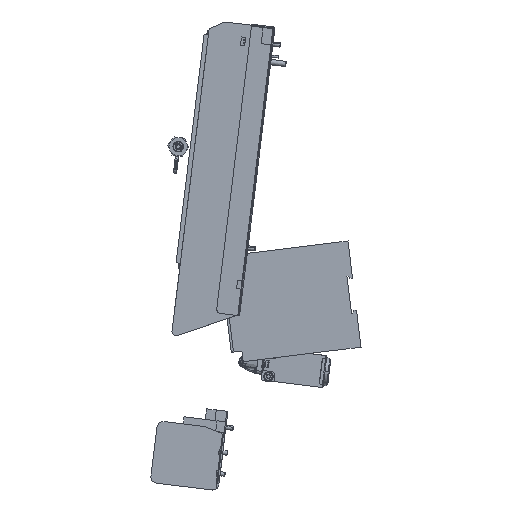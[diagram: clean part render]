
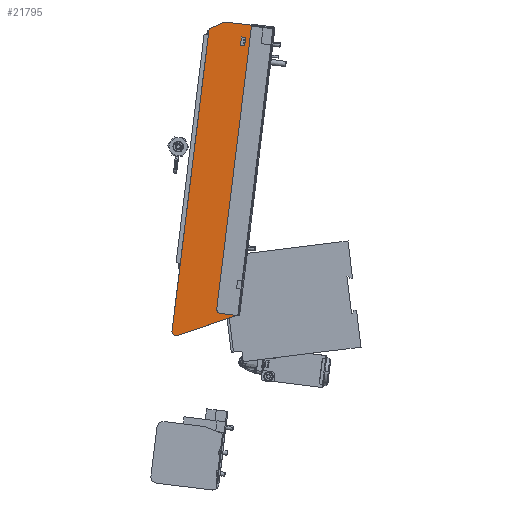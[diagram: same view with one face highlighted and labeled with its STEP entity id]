
A CAD part, left-side view. The second image highlights one B-rep face of the part: STEP entity #21795.
In plain terms, the highlighted planar face has unit normal (-1, 0, 0).
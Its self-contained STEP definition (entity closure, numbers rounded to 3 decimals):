
#670 = CARTESIAN_POINT ( 'NONE',  ( -227.6, 0., -218. ) ) ;
#789 = CARTESIAN_POINT ( 'NONE',  ( -227.6, 0., -226. ) ) ;
#1477 = ORIENTED_EDGE ( 'NONE', *, *, #1766, .T. ) ;
#1517 = ORIENTED_EDGE ( 'NONE', *, *, #21241, .F. ) ;
#1766 = EDGE_CURVE ( 'NONE', #2745, #21846, #18065, .T. ) ;
#2061 = DIRECTION ( 'NONE',  ( 0., -0.899, 0.438 ) ) ;
#2093 = VECTOR ( 'NONE', #19960, 1000. ) ;
#2208 = LINE ( 'NONE', #10945, #8248 ) ;
#2470 = AXIS2_PLACEMENT_3D ( 'NONE', #26781, #20773, #3274 ) ;
#2745 = VERTEX_POINT ( 'NONE', #20014 ) ;
#3274 = DIRECTION ( 'NONE',  ( 0., 0., -1. ) ) ;
#3772 = VECTOR ( 'NONE', #31797, 1000. ) ;
#3974 = EDGE_CURVE ( 'NONE', #36359, #10174, #10976, .T. ) ;
#4349 = FACE_BOUND ( 'NONE', #23747, .T. ) ;
#4378 = EDGE_CURVE ( 'NONE', #18046, #12858, #34360, .T. ) ;
#4782 = VECTOR ( 'NONE', #8419, 1000. ) ;
#4820 = DIRECTION ( 'NONE',  ( 0., -1., 0. ) ) ;
#4990 = EDGE_CURVE ( 'NONE', #17076, #24800, #31144, .T. ) ;
#5537 = VERTEX_POINT ( 'NONE', #24104 ) ;
#5924 = DIRECTION ( 'NONE',  ( 0., 0., 1. ) ) ;
#6020 = EDGE_CURVE ( 'NONE', #24800, #6033, #7897, .T. ) ;
#6033 = VERTEX_POINT ( 'NONE', #23591 ) ;
#6349 = VECTOR ( 'NONE', #11156, 1000. ) ;
#6953 = VECTOR ( 'NONE', #34547, 1000. ) ;
#7055 = FACE_OUTER_BOUND ( 'NONE', #34997, .T. ) ;
#7583 = CARTESIAN_POINT ( 'NONE',  ( -227.6, 0., -350. ) ) ;
#7897 = LINE ( 'NONE', #32674, #2093 ) ;
#8248 = VECTOR ( 'NONE', #23192, 1000. ) ;
#8419 = DIRECTION ( 'NONE',  ( 0., 0., 1. ) ) ;
#9245 = ORIENTED_EDGE ( 'NONE', *, *, #10357, .F. ) ;
#10174 = VERTEX_POINT ( 'NONE', #13006 ) ;
#10260 = LINE ( 'NONE', #33743, #12830 ) ;
#10357 = EDGE_CURVE ( 'NONE', #6033, #5537, #26178, .T. ) ;
#10945 = CARTESIAN_POINT ( 'NONE',  ( -227.6, 60., 20. ) ) ;
#10976 = LINE ( 'NONE', #16847, #29247 ) ;
#11156 = DIRECTION ( 'NONE',  ( 0., 1., 0. ) ) ;
#11223 = ORIENTED_EDGE ( 'NONE', *, *, #22718, .T. ) ;
#11346 = LINE ( 'NONE', #35381, #32436 ) ;
#11650 = CARTESIAN_POINT ( 'NONE',  ( -227.6, 60., 12. ) ) ;
#11799 = CIRCLE ( 'NONE', #2470, 4. ) ;
#12153 = CARTESIAN_POINT ( 'NONE',  ( -227.6, 5., -218. ) ) ;
#12167 = ORIENTED_EDGE ( 'NONE', *, *, #23368, .F. ) ;
#12532 = CARTESIAN_POINT ( 'NONE',  ( -227.6, 0., -350. ) ) ;
#12830 = VECTOR ( 'NONE', #13193, 1000. ) ;
#12858 = VERTEX_POINT ( 'NONE', #30887 ) ;
#13006 = CARTESIAN_POINT ( 'NONE',  ( -227.6, 0., -250. ) ) ;
#13193 = DIRECTION ( 'NONE',  ( 0., 0., 1. ) ) ;
#13211 = DIRECTION ( 'NONE',  ( 0., 1., 0. ) ) ;
#13620 = CARTESIAN_POINT ( 'NONE',  ( -227.6, 60., -350. ) ) ;
#13628 = EDGE_CURVE ( 'NONE', #25874, #30905, #23207, .T. ) ;
#13638 = VECTOR ( 'NONE', #22943, 1000. ) ;
#13761 = ORIENTED_EDGE ( 'NONE', *, *, #21667, .T. ) ;
#13961 = CARTESIAN_POINT ( 'NONE',  ( -227.6, 25., 0. ) ) ;
#14731 = ORIENTED_EDGE ( 'NONE', *, *, #30046, .F. ) ;
#15840 = ORIENTED_EDGE ( 'NONE', *, *, #6020, .F. ) ;
#16847 = CARTESIAN_POINT ( 'NONE',  ( -227.6, 60., -279.264 ) ) ;
#17026 = CARTESIAN_POINT ( 'NONE',  ( -227.6, 25., 8. ) ) ;
#17076 = VERTEX_POINT ( 'NONE', #23490 ) ;
#17419 = EDGE_CURVE ( 'NONE', #5537, #17076, #10260, .T. ) ;
#17497 = DIRECTION ( 'NONE',  ( 0., 0.866, -0.5 ) ) ;
#17829 = ORIENTED_EDGE ( 'NONE', *, *, #13628, .T. ) ;
#18046 = VERTEX_POINT ( 'NONE', #36165 ) ;
#18065 = LINE ( 'NONE', #11650, #31696 ) ;
#18350 = CARTESIAN_POINT ( 'NONE',  ( -227.6, 5., -226. ) ) ;
#18507 = CARTESIAN_POINT ( 'NONE',  ( -227.6, 10., 4. ) ) ;
#19960 = DIRECTION ( 'NONE',  ( 0., 0., -1. ) ) ;
#20014 = CARTESIAN_POINT ( 'NONE',  ( -227.6, 46.144, 20. ) ) ;
#20773 = DIRECTION ( 'NONE',  ( -1., 0., 0. ) ) ;
#21082 = VERTEX_POINT ( 'NONE', #18507 ) ;
#21241 = EDGE_CURVE ( 'NONE', #30929, #21846, #28186, .T. ) ;
#21377 = LINE ( 'NONE', #789, #25529 ) ;
#21642 = CARTESIAN_POINT ( 'NONE',  ( -227.6, 60., -350. ) ) ;
#21667 = EDGE_CURVE ( 'NONE', #10174, #25634, #35419, .T. ) ;
#21795 = ADVANCED_FACE ( 'NONE', ( #4349, #7055 ), #36360, .F. ) ;
#21846 = VERTEX_POINT ( 'NONE', #28597 ) ;
#22718 = EDGE_CURVE ( 'NONE', #25634, #25874, #21377, .T. ) ;
#22905 = CARTESIAN_POINT ( 'NONE',  ( -227.6, 10., 20. ) ) ;
#22943 = DIRECTION ( 'NONE',  ( 0., 0., 1. ) ) ;
#23192 = DIRECTION ( 'NONE',  ( 0., -1., 0. ) ) ;
#23207 = LINE ( 'NONE', #26101, #4782 ) ;
#23368 = EDGE_CURVE ( 'NONE', #2745, #30143, #2208, .T. ) ;
#23490 = CARTESIAN_POINT ( 'NONE',  ( -227.6, 25., 8. ) ) ;
#23591 = CARTESIAN_POINT ( 'NONE',  ( -227.6, 29., 0. ) ) ;
#23611 = ORIENTED_EDGE ( 'NONE', *, *, #27501, .T. ) ;
#23747 = EDGE_LOOP ( 'NONE', ( #33444, #9245, #15840, #23775 ) ) ;
#23775 = ORIENTED_EDGE ( 'NONE', *, *, #4990, .F. ) ;
#23857 = CARTESIAN_POINT ( 'NONE',  ( -227.6, 54.247, -276.458 ) ) ;
#24069 = CARTESIAN_POINT ( 'NONE',  ( -227.6, 60., -272.863 ) ) ;
#24104 = CARTESIAN_POINT ( 'NONE',  ( -227.6, 25., 0. ) ) ;
#24534 = DIRECTION ( 'NONE',  ( 0., -1., 0. ) ) ;
#24800 = VERTEX_POINT ( 'NONE', #36237 ) ;
#25529 = VECTOR ( 'NONE', #13211, 1000. ) ;
#25634 = VERTEX_POINT ( 'NONE', #28813 ) ;
#25874 = VERTEX_POINT ( 'NONE', #18350 ) ;
#26101 = CARTESIAN_POINT ( 'NONE',  ( -227.6, 5., -218. ) ) ;
#26178 = LINE ( 'NONE', #13961, #26765 ) ;
#26765 = VECTOR ( 'NONE', #4820, 1000. ) ;
#26781 = CARTESIAN_POINT ( 'NONE',  ( -227.6, 56., -272.863 ) ) ;
#27088 = EDGE_CURVE ( 'NONE', #30905, #18046, #30716, .T. ) ;
#27501 = EDGE_CURVE ( 'NONE', #30929, #36359, #11799, .T. ) ;
#27659 = ORIENTED_EDGE ( 'NONE', *, *, #4378, .T. ) ;
#28047 = DIRECTION ( 'NONE',  ( 0., 0., -1. ) ) ;
#28186 = LINE ( 'NONE', #13620, #13638 ) ;
#28597 = CARTESIAN_POINT ( 'NONE',  ( -227.6, 60., 12. ) ) ;
#28813 = CARTESIAN_POINT ( 'NONE',  ( -227.6, 0., -226. ) ) ;
#29247 = VECTOR ( 'NONE', #2061, 1000. ) ;
#29451 = ORIENTED_EDGE ( 'NONE', *, *, #27088, .T. ) ;
#30046 = EDGE_CURVE ( 'NONE', #30143, #21082, #31407, .T. ) ;
#30143 = VERTEX_POINT ( 'NONE', #32168 ) ;
#30716 = LINE ( 'NONE', #670, #31330 ) ;
#30887 = CARTESIAN_POINT ( 'NONE',  ( -227.6, 0., 4. ) ) ;
#30905 = VERTEX_POINT ( 'NONE', #12153 ) ;
#30929 = VERTEX_POINT ( 'NONE', #24069 ) ;
#31144 = LINE ( 'NONE', #17026, #6349 ) ;
#31330 = VECTOR ( 'NONE', #24534, 1000. ) ;
#31407 = LINE ( 'NONE', #22905, #3772 ) ;
#31696 = VECTOR ( 'NONE', #17497, 1000. ) ;
#31797 = DIRECTION ( 'NONE',  ( 0., 0., -1. ) ) ;
#32168 = CARTESIAN_POINT ( 'NONE',  ( -227.6, 10., 20. ) ) ;
#32226 = AXIS2_PLACEMENT_3D ( 'NONE', #21642, #33454, #28047 ) ;
#32436 = VECTOR ( 'NONE', #38303, 1000. ) ;
#32674 = CARTESIAN_POINT ( 'NONE',  ( -227.6, 29., 0. ) ) ;
#33332 = EDGE_CURVE ( 'NONE', #21082, #12858, #11346, .T. ) ;
#33444 = ORIENTED_EDGE ( 'NONE', *, *, #17419, .F. ) ;
#33454 = DIRECTION ( 'NONE',  ( 1., 0., 0. ) ) ;
#33743 = CARTESIAN_POINT ( 'NONE',  ( -227.6, 25., 0. ) ) ;
#33883 = ORIENTED_EDGE ( 'NONE', *, *, #3974, .T. ) ;
#34360 = LINE ( 'NONE', #7583, #6953 ) ;
#34547 = DIRECTION ( 'NONE',  ( 0., 0., 1. ) ) ;
#34997 = EDGE_LOOP ( 'NONE', ( #1517, #23611, #33883, #13761, #11223, #17829, #29451, #27659, #36031, #14731, #12167, #1477 ) ) ;
#35335 = VECTOR ( 'NONE', #5924, 1000. ) ;
#35381 = CARTESIAN_POINT ( 'NONE',  ( -227.6, 10., 4. ) ) ;
#35419 = LINE ( 'NONE', #12532, #35335 ) ;
#36031 = ORIENTED_EDGE ( 'NONE', *, *, #33332, .F. ) ;
#36165 = CARTESIAN_POINT ( 'NONE',  ( -227.6, 0., -218. ) ) ;
#36237 = CARTESIAN_POINT ( 'NONE',  ( -227.6, 29., 8. ) ) ;
#36359 = VERTEX_POINT ( 'NONE', #23857 ) ;
#36360 = PLANE ( 'NONE',  #32226 ) ;
#38303 = DIRECTION ( 'NONE',  ( 0., -1., 0. ) ) ;
